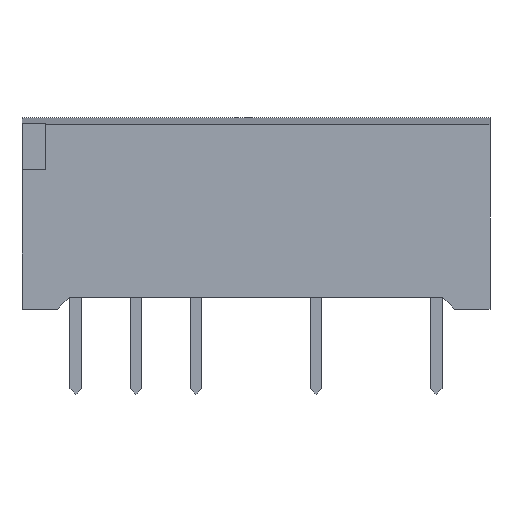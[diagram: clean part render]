
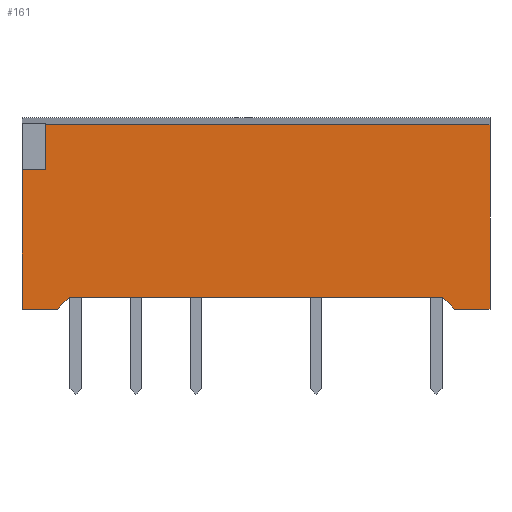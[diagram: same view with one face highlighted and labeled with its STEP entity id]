
A CAD part, front view. The second image highlights one B-rep face of the part: STEP entity #161.
In plain terms, the highlighted planar face has unit normal (0, -1, 0).
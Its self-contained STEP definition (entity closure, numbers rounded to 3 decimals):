
#22=VERTEX_POINT('',#23);
#23=CARTESIAN_POINT('',(-2.28,-2.54,0.1));
#31=EDGE_CURVE('',#22,#32,#34,.T.);
#32=VERTEX_POINT('',#33);
#33=CARTESIAN_POINT('',(-0.78,-2.54,0.1));
#34=LINE('',#23,#35);
#35=VECTOR('',#36,1.);
#36=DIRECTION('',(1.,0.,0.));
#55=ORIENTED_EDGE('',*,*,#56,.F.);
#56=EDGE_CURVE('',#57,#22,#59,.T.);
#57=VERTEX_POINT('',#58);
#58=CARTESIAN_POINT('',(-2.28,-2.54,6.));
#59=LINE('',#60,#61);
#60=CARTESIAN_POINT('',(-2.28,-2.54,7.9));
#61=VECTOR('',#62,1.);
#62=DIRECTION('',(0.,0.,-1.));
#147=EDGE_CURVE('',#148,#32,#150,.T.);
#148=VERTEX_POINT('',#149);
#149=CARTESIAN_POINT('',(-0.28,-2.54,0.6));
#150=LINE('',#149,#151);
#151=VECTOR('',#152,1.);
#152=DIRECTION('',(-0.707,0.,-0.707    ));
#161=ADVANCED_FACE('',(#162),#206,.F.);
#162=FACE_BOUND('',#163,.F.);
#163=EDGE_LOOP('',(#55,#164,#171,#178,#183,#188,#192,#199,#204,#205)  );
#164=ORIENTED_EDGE('',*,*,#165,.T.);
#165=EDGE_CURVE('',#57,#166,#168,.T.);
#166=VERTEX_POINT('',#167);
#167=CARTESIAN_POINT('',(-1.28,-2.54,6.));
#168=LINE('',#58,#169);
#169=VECTOR('',#170,1.);
#170=DIRECTION('',(1.,0.,0.));
#171=ORIENTED_EDGE('',*,*,#172,.T.);
#172=EDGE_CURVE('',#166,#173,#175,.T.);
#173=VERTEX_POINT('',#174);
#174=CARTESIAN_POINT('',(-1.28,-2.54,7.9));
#175=LINE('',#167,#176);
#176=VECTOR('',#177,1.);
#177=DIRECTION('',(0.,0.,1.));
#178=ORIENTED_EDGE('',*,*,#179,.T.);
#179=EDGE_CURVE('',#173,#180,#182,.T.);
#180=VERTEX_POINT('',#181);
#181=CARTESIAN_POINT('',(17.52,-2.54,7.9));
#182=LINE('',#60,#35);
#183=ORIENTED_EDGE('',*,*,#184,.T.);
#184=EDGE_CURVE('',#180,#185,#187,.T.);
#185=VERTEX_POINT('',#186);
#186=CARTESIAN_POINT('',(17.52,-2.54,0.1));
#187=LINE('',#181,#61);
#188=ORIENTED_EDGE('',*,*,#189,.F.);
#189=EDGE_CURVE('',#190,#185,#34,.T.);
#190=VERTEX_POINT('',#191);
#191=CARTESIAN_POINT('',(16.02,-2.54,0.1));
#192=ORIENTED_EDGE('',*,*,#193,.T.);
#193=EDGE_CURVE('',#190,#194,#196,.T.);
#194=VERTEX_POINT('',#195);
#195=CARTESIAN_POINT('',(15.52,-2.54,0.6));
#196=LINE('',#191,#197);
#197=VECTOR('',#198,1.);
#198=DIRECTION('',(-0.707,0.,0.707)  );
#199=ORIENTED_EDGE('',*,*,#200,.T.);
#200=EDGE_CURVE('',#194,#148,#201,.T.);
#201=LINE('',#195,#202);
#202=VECTOR('',#203,1.);
#203=DIRECTION('',(-1.,0.,0.));
#204=ORIENTED_EDGE('',*,*,#147,.T.);
#205=ORIENTED_EDGE('',*,*,#31,.F.);
#206=PLANE('',#207);
#207=AXIS2_PLACEMENT_3D('',#60,#208,#209);
#208=DIRECTION('',(0.,1.,0.));
#209=DIRECTION('',(0.,0.,-1.));
